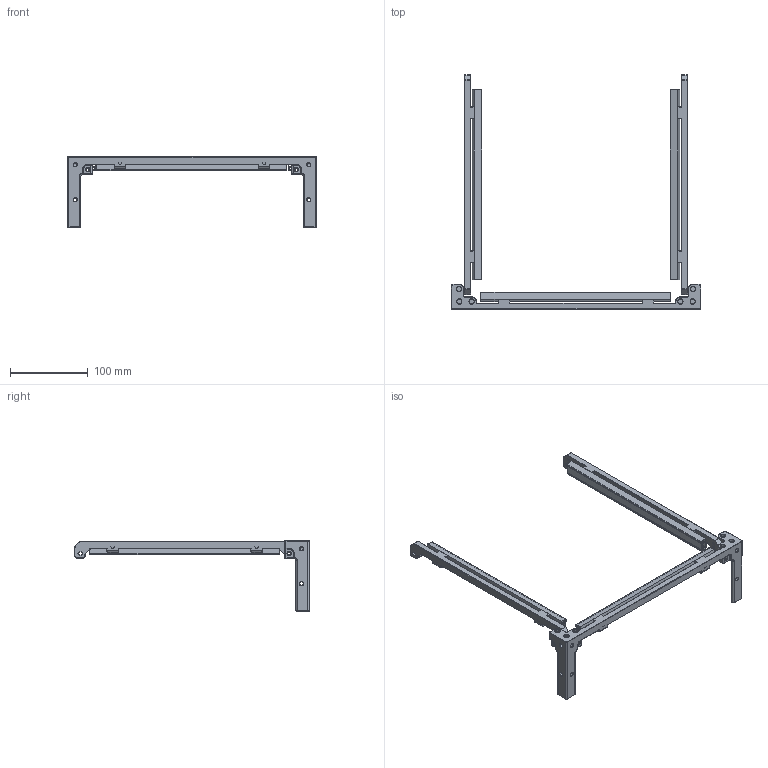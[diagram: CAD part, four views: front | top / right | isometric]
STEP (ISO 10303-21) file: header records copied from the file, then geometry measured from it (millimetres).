
FILE_DESCRIPTION(/* description */ (''),/* implementation_level */ '2;1');
FILE_NAME(/* name */ 'DoorSealAndLights.step',/* time_stamp */ '2023-04-11T12:44:35-05:00',/* author */ (''),/* organization */ (''),/* preprocessor_version */ 'ST-DEVELOPER v19.2',/* originating_system */ 'Autodesk Translation Framework v11.17.0.187',/* authorisation */ '');
FILE_SCHEMA (('AUTOMOTIVE_DESIGN { 1 0 10303 214 3 1 1 }'));
Length unit declared in the file: millimetre
Products named in the file (6): K3Lighting; LEDMounts; LEDBars; RightBar; LeftBar; FrontBar
Assembly tree (5 placements, depth 3):
  K3Lighting
    LEDMounts
    LEDBars
      RightBar
      LeftBar
      FrontBar
Bounding box: 320 x 301.42 x 90 mm (x, y, z)
Volume: 176940.5 mm3; surface area: 141383.6 mm2
Topology: 9 solids, 9 shells, 954 faces, 2317 edges, 1361 vertices
Faces by surface type: plane 506, cylinder 206, cone 110, bspline 98, torus 34
Full cylindrical faces by diameter (mm): 4.6 x6, 4.7 x12, 6.2 x6, 7 x6
Entity records: 40362 total; most frequent: CARTESIAN_POINT 18388, ORIENTED_EDGE 4574, DIRECTION 4406, EDGE_CURVE 2287, LINE 1556, VECTOR 1556, AXIS2_PLACEMENT_3D 1425, VERTEX_POINT 1361
